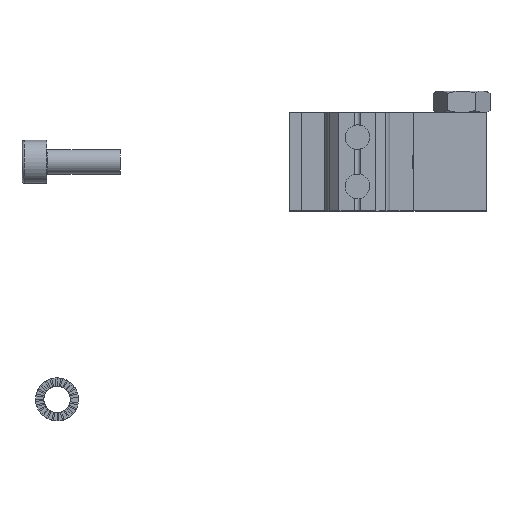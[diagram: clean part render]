
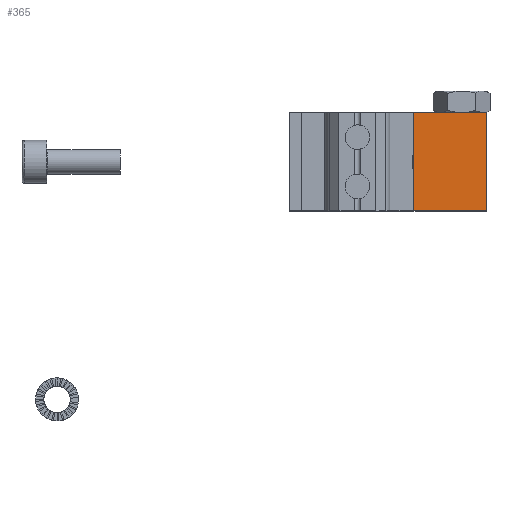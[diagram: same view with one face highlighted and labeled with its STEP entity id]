
A CAD part, top view. The second image highlights one B-rep face of the part: STEP entity #365.
In plain terms, the highlighted planar face has unit normal (0, 0, 1).
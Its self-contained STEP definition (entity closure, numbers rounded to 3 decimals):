
#365 = ADVANCED_FACE( '', ( #918 ), #919, .T. );
#918 = FACE_OUTER_BOUND( '', #1678, .T. );
#919 = PLANE( '', #1679 );
#1678 = EDGE_LOOP( '', ( #2676, #2677, #2678, #2679 ) );
#1679 = AXIS2_PLACEMENT_3D( '', #2680, #2681, #2682 );
#2676 = ORIENTED_EDGE( '', *, *, #4909, .F. );
#2677 = ORIENTED_EDGE( '', *, *, #4765, .T. );
#2678 = ORIENTED_EDGE( '', *, *, #4910, .T. );
#2679 = ORIENTED_EDGE( '', *, *, #4865, .T. );
#2680 = CARTESIAN_POINT( '', ( -16., 8., 8. ) );
#2681 = DIRECTION( '', ( 0., 0., 1. ) );
#2682 = DIRECTION( '', ( 1., 0., 0. ) );
#4765 = EDGE_CURVE( '', #5804, #5802, #5805, .T. );
#4865 = EDGE_CURVE( '', #5982, #5980, #5983, .T. );
#4909 = EDGE_CURVE( '', #5804, #5980, #6053, .T. );
#4910 = EDGE_CURVE( '', #5802, #5982, #6054, .T. );
#5802 = VERTEX_POINT( '', #7511 );
#5804 = VERTEX_POINT( '', #7514 );
#5805 = LINE( '', #7515, #7516 );
#5980 = VERTEX_POINT( '', #7768 );
#5982 = VERTEX_POINT( '', #7771 );
#5983 = LINE( '', #7772, #7773 );
#6053 = LINE( '', #7873, #7874 );
#6054 = LINE( '', #7875, #7876 );
#7511 = CARTESIAN_POINT( '', ( 16., -8., 8. ) );
#7514 = CARTESIAN_POINT( '', ( 4.1, -8., 8. ) );
#7515 = CARTESIAN_POINT( '', ( -16., -8., 8. ) );
#7516 = VECTOR( '', #9481, 1000. );
#7768 = CARTESIAN_POINT( '', ( 4.1, 8., 8. ) );
#7771 = CARTESIAN_POINT( '', ( 16., 8., 8. ) );
#7772 = CARTESIAN_POINT( '', ( 16., 8., 8. ) );
#7773 = VECTOR( '', #9584, 1000. );
#7873 = CARTESIAN_POINT( '', ( 4.1, 8., 8. ) );
#7874 = VECTOR( '', #9630, 1000. );
#7875 = CARTESIAN_POINT( '', ( 16., -8., 8. ) );
#7876 = VECTOR( '', #9631, 1000. );
#9481 = DIRECTION( '', ( 1., 0., 0. ) );
#9584 = DIRECTION( '', ( -1., 0., 0. ) );
#9630 = DIRECTION( '', ( 0., 1., 0. ) );
#9631 = DIRECTION( '', ( 0., 1., 0. ) );
